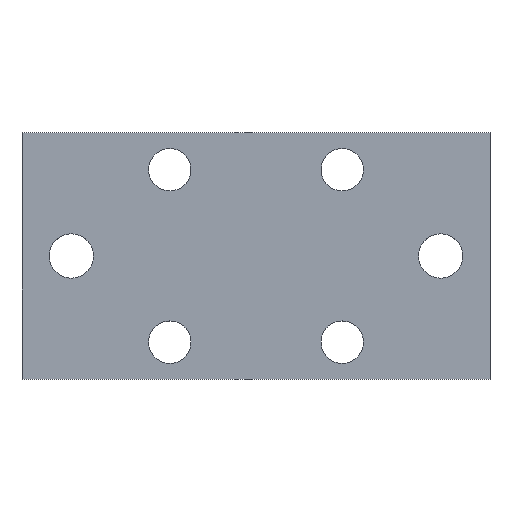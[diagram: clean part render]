
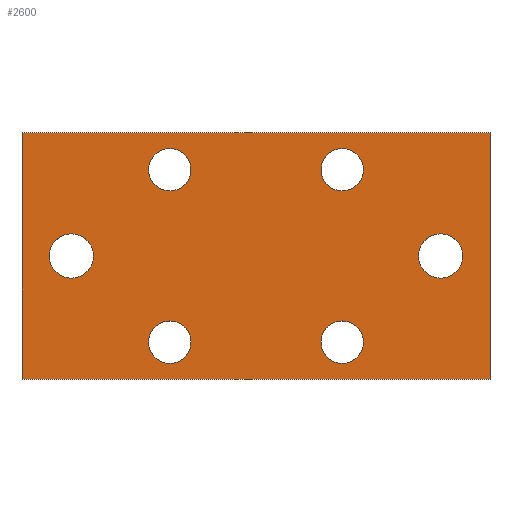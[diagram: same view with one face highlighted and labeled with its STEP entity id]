
A CAD part, top view. The second image highlights one B-rep face of the part: STEP entity #2600.
In plain terms, the highlighted planar face has unit normal (0, 0, 1).
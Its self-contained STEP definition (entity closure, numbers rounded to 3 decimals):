
#1310=CARTESIAN_POINT('',(0.,0.,10.));
#1320=DIRECTION('',(0.,0.,1.));
#1330=DIRECTION('',(1.,0.,0.));
#1340=AXIS2_PLACEMENT_3D('',#1310,#1320,#1330);
#1350=PLANE('',#1340);
#1360=CARTESIAN_POINT('',(0.,50.,10.));
#1370=DIRECTION('',(0.,-1.,0.));
#1380=VECTOR('',#1370,1.);
#1390=LINE('',#1360,#1380);
#1400=CARTESIAN_POINT('',(0.,50.,10.));
#1410=VERTEX_POINT('',#1400);
#1420=CARTESIAN_POINT('',(0.,0.,10.));
#1430=VERTEX_POINT('',#1420);
#1440=EDGE_CURVE('',#1410,#1430,#1390,.T.);
#1450=ORIENTED_EDGE('',*,*,#1440,.T.);
#1460=CARTESIAN_POINT('',(95.,50.,10.));
#1470=DIRECTION('',(-1.,0.,0.));
#1480=VECTOR('',#1470,1.);
#1490=LINE('',#1460,#1480);
#1500=CARTESIAN_POINT('',(95.,50.,10.));
#1510=VERTEX_POINT('',#1500);
#1520=EDGE_CURVE('',#1510,#1410,#1490,.T.);
#1530=ORIENTED_EDGE('',*,*,#1520,.T.);
#1540=CARTESIAN_POINT('',(95.,0.,10.));
#1550=DIRECTION('',(0.,1.,0.));
#1560=VECTOR('',#1550,1.);
#1570=LINE('',#1540,#1560);
#1580=CARTESIAN_POINT('',(95.,0.,10.));
#1590=VERTEX_POINT('',#1580);
#1600=EDGE_CURVE('',#1590,#1510,#1570,.T.);
#1610=ORIENTED_EDGE('',*,*,#1600,.T.);
#1620=CARTESIAN_POINT('',(0.,0.,10.));
#1630=DIRECTION('',(1.,0.,0.));
#1640=VECTOR('',#1630,1.);
#1650=LINE('',#1620,#1640);
#1660=EDGE_CURVE('',#1430,#1590,#1650,.T.);
#1670=ORIENTED_EDGE('',*,*,#1660,.T.);
#1680=EDGE_LOOP('',(#1670,#1610,#1530,#1450));
#1690=FACE_OUTER_BOUND('',#1680,.T.);
#1700=CARTESIAN_POINT('',(10.,25.,10.));
#1710=DIRECTION('',(0.,0.,1.));
#1720=DIRECTION('',(1.,0.,0.));
#1730=AXIS2_PLACEMENT_3D('',#1700,#1710,#1720);
#1740=CIRCLE('',#1730,4.5);
#1750=CARTESIAN_POINT('',(14.5,25.,10.));
#1760=VERTEX_POINT('',#1750);
#1770=CARTESIAN_POINT('',(5.5,25.,10.));
#1780=VERTEX_POINT('',#1770);
#1790=EDGE_CURVE('',#1760,#1780,#1740,.T.);
#1800=ORIENTED_EDGE('',*,*,#1790,.F.);
#1810=EDGE_CURVE('',#1780,#1760,#1740,.T.);
#1820=ORIENTED_EDGE('',*,*,#1810,.F.);
#1830=EDGE_LOOP('',(#1820,#1800));
#1840=FACE_BOUND('',#1830,.T.);
#1850=CARTESIAN_POINT('',(85.,25.,10.));
#1860=DIRECTION('',(0.,0.,1.));
#1870=DIRECTION('',(1.,0.,0.));
#1880=AXIS2_PLACEMENT_3D('',#1850,#1860,#1870);
#1890=CIRCLE('',#1880,4.5);
#1900=CARTESIAN_POINT('',(89.5,25.,10.));
#1910=VERTEX_POINT('',#1900);
#1920=CARTESIAN_POINT('',(80.5,25.,10.));
#1930=VERTEX_POINT('',#1920);
#1940=EDGE_CURVE('',#1910,#1930,#1890,.T.);
#1950=ORIENTED_EDGE('',*,*,#1940,.F.);
#1960=EDGE_CURVE('',#1930,#1910,#1890,.T.);
#1970=ORIENTED_EDGE('',*,*,#1960,.F.);
#1980=EDGE_LOOP('',(#1970,#1950));
#1990=FACE_BOUND('',#1980,.T.);
#2000=CARTESIAN_POINT('',(30.,42.5,10.));
#2010=DIRECTION('',(0.,0.,1.));
#2020=DIRECTION('',(1.,0.,0.));
#2030=AXIS2_PLACEMENT_3D('',#2000,#2010,#2020);
#2040=CIRCLE('',#2030,4.3);
#2050=CARTESIAN_POINT('',(34.3,42.5,10.));
#2060=VERTEX_POINT('',#2050);
#2070=CARTESIAN_POINT('',(25.7,42.5,10.));
#2080=VERTEX_POINT('',#2070);
#2090=EDGE_CURVE('',#2060,#2080,#2040,.T.);
#2100=ORIENTED_EDGE('',*,*,#2090,.F.);
#2110=EDGE_CURVE('',#2080,#2060,#2040,.T.);
#2120=ORIENTED_EDGE('',*,*,#2110,.F.);
#2130=EDGE_LOOP('',(#2120,#2100));
#2140=FACE_BOUND('',#2130,.T.);
#2150=CARTESIAN_POINT('',(30.,7.5,10.));
#2160=DIRECTION('',(0.,0.,1.));
#2170=DIRECTION('',(1.,0.,0.));
#2180=AXIS2_PLACEMENT_3D('',#2150,#2160,#2170);
#2190=CIRCLE('',#2180,4.3);
#2200=CARTESIAN_POINT('',(34.3,7.5,10.));
#2210=VERTEX_POINT('',#2200);
#2220=CARTESIAN_POINT('',(25.7,7.5,10.));
#2230=VERTEX_POINT('',#2220);
#2240=EDGE_CURVE('',#2210,#2230,#2190,.T.);
#2250=ORIENTED_EDGE('',*,*,#2240,.F.);
#2260=EDGE_CURVE('',#2230,#2210,#2190,.T.);
#2270=ORIENTED_EDGE('',*,*,#2260,.F.);
#2280=EDGE_LOOP('',(#2270,#2250));
#2290=FACE_BOUND('',#2280,.T.);
#2300=CARTESIAN_POINT('',(65.,7.5,10.));
#2310=DIRECTION('',(0.,0.,1.));
#2320=DIRECTION('',(1.,0.,0.));
#2330=AXIS2_PLACEMENT_3D('',#2300,#2310,#2320);
#2340=CIRCLE('',#2330,4.3);
#2350=CARTESIAN_POINT('',(69.3,7.5,10.));
#2360=VERTEX_POINT('',#2350);
#2370=CARTESIAN_POINT('',(60.7,7.5,10.));
#2380=VERTEX_POINT('',#2370);
#2390=EDGE_CURVE('',#2360,#2380,#2340,.T.);
#2400=ORIENTED_EDGE('',*,*,#2390,.F.);
#2410=EDGE_CURVE('',#2380,#2360,#2340,.T.);
#2420=ORIENTED_EDGE('',*,*,#2410,.F.);
#2430=EDGE_LOOP('',(#2420,#2400));
#2440=FACE_BOUND('',#2430,.T.);
#2450=CARTESIAN_POINT('',(65.,42.5,10.));
#2460=DIRECTION('',(0.,0.,1.));
#2470=DIRECTION('',(1.,0.,0.));
#2480=AXIS2_PLACEMENT_3D('',#2450,#2460,#2470);
#2490=CIRCLE('',#2480,4.3);
#2500=CARTESIAN_POINT('',(69.3,42.5,10.));
#2510=VERTEX_POINT('',#2500);
#2520=CARTESIAN_POINT('',(60.7,42.5,10.));
#2530=VERTEX_POINT('',#2520);
#2540=EDGE_CURVE('',#2510,#2530,#2490,.T.);
#2550=ORIENTED_EDGE('',*,*,#2540,.F.);
#2560=EDGE_CURVE('',#2530,#2510,#2490,.T.);
#2570=ORIENTED_EDGE('',*,*,#2560,.F.);
#2580=EDGE_LOOP('',(#2570,#2550));
#2590=FACE_BOUND('',#2580,.T.);
#2600=ADVANCED_FACE('',(#1690,#1840,#1990,#2140,#2290,#2440,#2590),#1350
,.T.);
